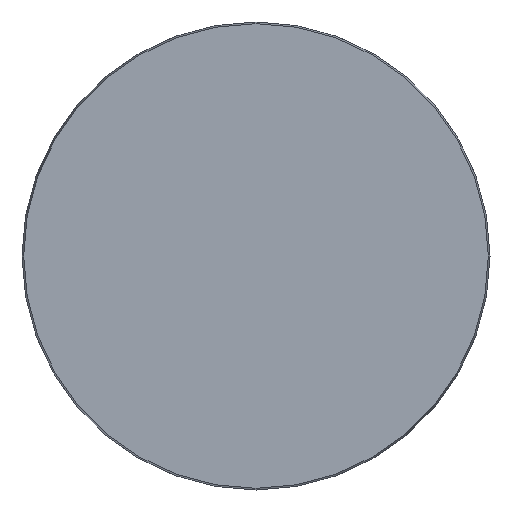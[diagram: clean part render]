
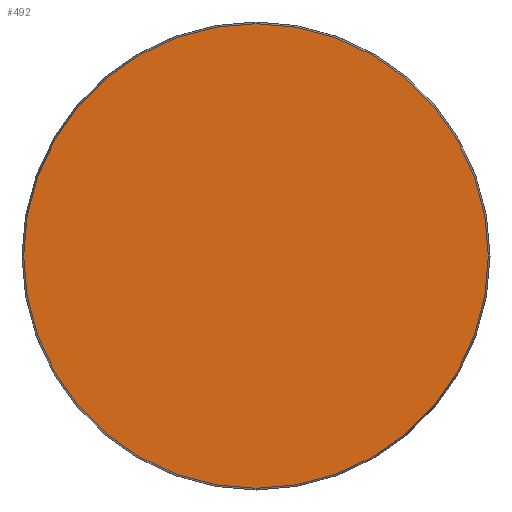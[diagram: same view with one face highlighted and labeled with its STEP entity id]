
A CAD part, front view. The second image highlights one B-rep face of the part: STEP entity #492.
In plain terms, the highlighted planar face has unit normal (0, -1, 0).
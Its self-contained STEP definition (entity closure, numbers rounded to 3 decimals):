
#7 = EDGE_CURVE ( 'NONE', #432, #432, #128, .T. ) ;
#14 = FACE_OUTER_BOUND ( 'NONE', #394, .T. ) ;
#89 = ORIENTED_EDGE ( 'NONE', *, *, #7, .T. ) ;
#128 = CIRCLE ( 'NONE', #282, 78.425 ) ;
#142 = PLANE ( 'NONE',  #202 ) ;
#150 = DIRECTION ( 'NONE',  ( 0., 0., 1. ) ) ;
#202 = AXIS2_PLACEMENT_3D ( 'NONE', #319, #362, #150 ) ;
#232 = DIRECTION ( 'NONE',  ( 0., 0., -1. ) ) ;
#273 = CARTESIAN_POINT ( 'NONE',  ( 0., 0., 0. ) ) ;
#282 = AXIS2_PLACEMENT_3D ( 'NONE', #273, #444, #232 ) ;
#317 = CARTESIAN_POINT ( 'NONE',  ( 0., 0., -78.425 ) ) ;
#319 = CARTESIAN_POINT ( 'NONE',  ( -78.425, 0., 0. ) ) ;
#362 = DIRECTION ( 'NONE',  ( 0., 1., 0. ) ) ;
#394 = EDGE_LOOP ( 'NONE', ( #89 ) ) ;
#432 = VERTEX_POINT ( 'NONE', #317 ) ;
#444 = DIRECTION ( 'NONE',  ( 0., -1., 0. ) ) ;
#492 = ADVANCED_FACE ( 'NONE', ( #14 ), #142, .F. ) ;
